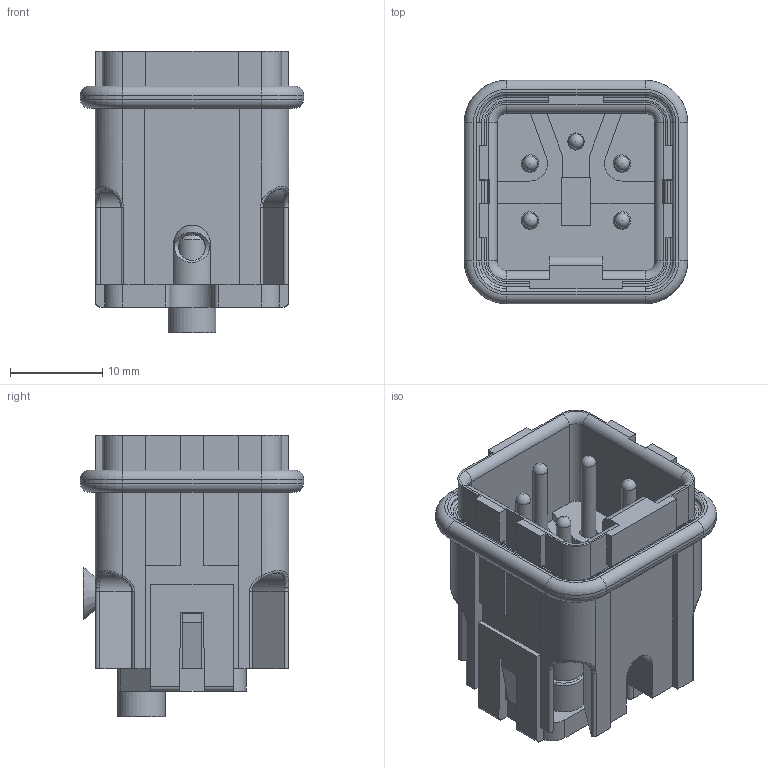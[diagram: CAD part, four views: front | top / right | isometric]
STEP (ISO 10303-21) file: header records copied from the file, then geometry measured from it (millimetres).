
FILE_DESCRIPTION(/* description */ (''),/* implementation_level */ '2;1');
FILE_NAME(/* name */ 'HA-004-M.stp',/* time_stamp */ '2022-07-18T16:41:59+08:00',/* author */ (''),/* organization */ (''),/* preprocessor_version */ 'ST-DEVELOPER v16',/* originating_system */ 'SIEMENS PLM Software NX 10.0',/* authorisation */ '');
FILE_SCHEMA (('AP203_CONFIGURATION_CONTROLLED_3D_DESIGN_OF_MECHANICAL_PARTS_AND_ASSEMBLIES_MIM_LF { 1 0 10303 403 2 1 2}'));
Length unit declared in the file: millimetre
Products named in the file (1): Admi3454825451hj
Bounding box: 24.3 x 24.3 x 30.6 mm (x, y, z)
Volume: 6128.2 mm3; surface area: 8210.9 mm2
Topology: 1 solids, 4 shells, 790 faces, 2330 edges, 1508 vertices
Faces by surface type: plane 446, cylinder 229, torus 51, cone 30, bspline 29, sphere 5
Full cylindrical faces by diameter (mm): 1.6 x5, 1.85 x1, 1.9 x4, 2 x2, 2.25 x2, 2.5 x2, 2.8 x4, 2.9 x5, 3.1 x2, 3.2 x5, 3.3 x5, 3.5 x4, 4.5 x4, 4.7 x8, 5.2 x1, 5.7 x1
Entity records: 29668 total; most frequent: CARTESIAN_POINT 9267, ORIENTED_EDGE 4230, DIRECTION 4215, EDGE_CURVE 2115, AXIS2_PLACEMENT_3D 1481, VERTEX_POINT 1408, LINE 1253, VECTOR 1253
